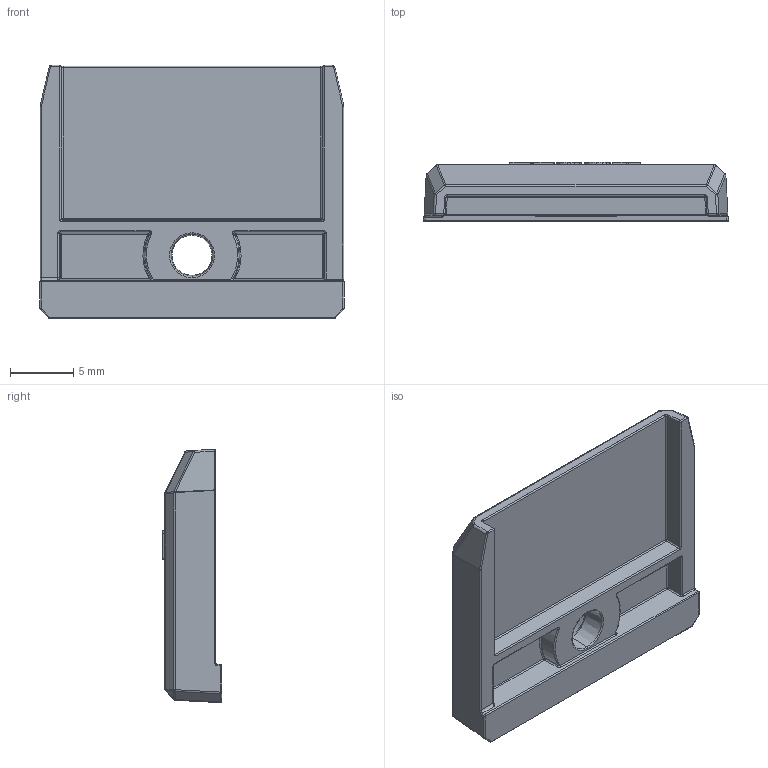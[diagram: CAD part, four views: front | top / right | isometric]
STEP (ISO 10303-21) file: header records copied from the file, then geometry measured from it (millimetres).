
FILE_DESCRIPTION (( 'STEP AP214' ), '1' );
FILE_NAME ('Z-100150_16100001X_BANDEND Bandendekappen_20mm.step', '2018-01-07T15:36:22', ( '' ), ( '' ), 'SwSTEP 2.0', 'SolidWorks 2017', '' );
FILE_SCHEMA (( 'AUTOMOTIVE_DESIGN' ));
Length unit declared in the file: millimetre
Products named in the file (1): Z-100150_16100001X_BANDEND Bandendekappen_20mm
Bounding box: 23.99 x 4.7 x 19.96 mm (x, y, z)
Volume: 1289.9 mm3; surface area: 1368 mm2
Topology: 1 solids, 1 shells, 291 faces, 704 edges, 404 vertices
Faces by surface type: cylinder 90, plane 73, bspline 68, sphere 40, torus 14, cone 6
Entity records: 8656 total; most frequent: CARTESIAN_POINT 2412, ORIENTED_EDGE 1370, DIRECTION 1202, EDGE_CURVE 685, AXIS2_PLACEMENT_3D 443, VERTEX_POINT 404, VECTOR 316, LINE 316
